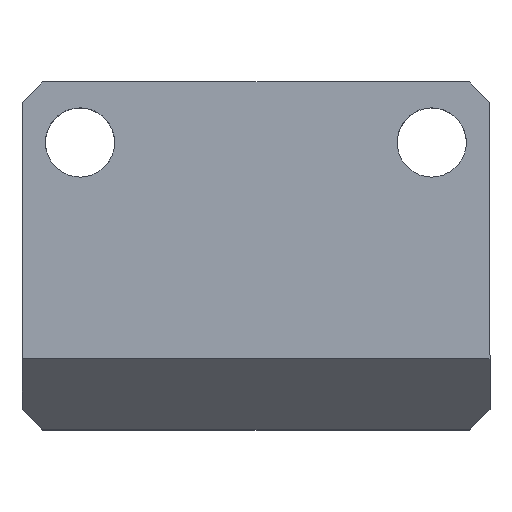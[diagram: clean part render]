
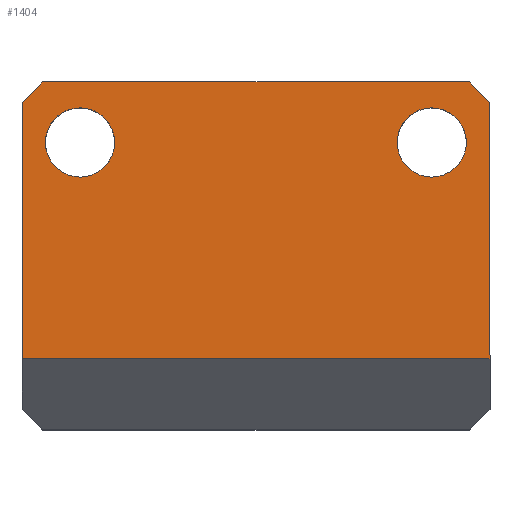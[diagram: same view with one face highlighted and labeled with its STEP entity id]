
A CAD part, top view. The second image highlights one B-rep face of the part: STEP entity #1404.
In plain terms, the highlighted planar face has unit normal (0, 0, 1).
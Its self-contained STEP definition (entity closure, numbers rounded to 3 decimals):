
#38=FACE_BOUND('',#198,.T.);
#39=FACE_BOUND('',#199,.T.);
#54=CIRCLE('',#1486,1.5);
#55=CIRCLE('',#1488,1.5);
#110=FACE_OUTER_BOUND('',#197,.T.);
#197=EDGE_LOOP('',(#1160,#1161,#1162,#1163,#1164,#1165));
#198=EDGE_LOOP('',(#1166));
#199=EDGE_LOOP('',(#1167));
#358=LINE('',#2165,#531);
#359=LINE('',#2168,#532);
#361=LINE('',#2172,#534);
#364=LINE('',#2177,#537);
#365=LINE('',#2180,#538);
#375=LINE('',#2205,#548);
#531=VECTOR('',#1747,10.);
#532=VECTOR('',#1750,10.);
#534=VECTOR('',#1754,10.);
#537=VECTOR('',#1759,10.);
#538=VECTOR('',#1762,10.);
#548=VECTOR('',#1790,10.);
#672=VERTEX_POINT('',#2157);
#675=VERTEX_POINT('',#2163);
#676=VERTEX_POINT('',#2167);
#677=VERTEX_POINT('',#2171);
#678=VERTEX_POINT('',#2175);
#679=VERTEX_POINT('',#2179);
#681=VERTEX_POINT('',#2185);
#682=VERTEX_POINT('',#2188);
#836=EDGE_CURVE('',#672,#675,#358,.T.);
#837=EDGE_CURVE('',#672,#676,#359,.T.);
#839=EDGE_CURVE('',#677,#676,#361,.T.);
#842=EDGE_CURVE('',#677,#678,#364,.T.);
#843=EDGE_CURVE('',#679,#678,#365,.T.);
#846=EDGE_CURVE('',#681,#681,#54,.T.);
#847=EDGE_CURVE('',#682,#682,#55,.T.);
#855=EDGE_CURVE('',#675,#679,#375,.T.);
#1160=ORIENTED_EDGE('',*,*,#836,.T.);
#1161=ORIENTED_EDGE('',*,*,#855,.T.);
#1162=ORIENTED_EDGE('',*,*,#843,.T.);
#1163=ORIENTED_EDGE('',*,*,#842,.F.);
#1164=ORIENTED_EDGE('',*,*,#839,.T.);
#1165=ORIENTED_EDGE('',*,*,#837,.F.);
#1166=ORIENTED_EDGE('',*,*,#846,.T.);
#1167=ORIENTED_EDGE('',*,*,#847,.T.);
#1332=PLANE('',#1494);
#1404=ADVANCED_FACE('',(#110,#38,#39),#1332,.T.);
#1486=AXIS2_PLACEMENT_3D('',#2186,#1767,#1768);
#1488=AXIS2_PLACEMENT_3D('',#2189,#1771,#1772);
#1494=AXIS2_PLACEMENT_3D('',#2206,#1791,#1792);
#1747=DIRECTION('',(0.,-1.,0.));
#1750=DIRECTION('',(0.707,0.707,0.));
#1754=DIRECTION('',(-1.,0.,0.));
#1759=DIRECTION('',(0.707,-0.707,0.));
#1762=DIRECTION('',(0.,1.,0.));
#1767=DIRECTION('center_axis',(0.,0.,
-1.));
#1768=DIRECTION('ref_axis',(-1.,0.,0.));
#1771=DIRECTION('center_axis',(0.,0.,
-1.));
#1772=DIRECTION('ref_axis',(-1.,0.,0.));
#1790=DIRECTION('',(1.,0.,0.));
#1791=DIRECTION('center_axis',(0.,0.,
1.));
#1792=DIRECTION('ref_axis',(-1.,0.,0.));
#2157=CARTESIAN_POINT('',(-10.136,32.85,29.53));
#2163=CARTESIAN_POINT('',(-10.136,21.75,29.53));
#2165=CARTESIAN_POINT('',(-10.136,28.485,29.53));
#2167=CARTESIAN_POINT('',(-9.236,33.75,29.53));
#2168=CARTESIAN_POINT('',(-7.738,35.248,29.53));
#2171=CARTESIAN_POINT('',(9.254,33.75,29.53));
#2172=CARTESIAN_POINT('',(10.254,33.75,29.53));
#2175=CARTESIAN_POINT('',(10.154,32.85,29.53));
#2177=CARTESIAN_POINT('',(11.753,31.251,29.53));
#2179=CARTESIAN_POINT('',(10.154,21.75,29.53));
#2180=CARTESIAN_POINT('',(10.154,20.575,29.53));
#2185=CARTESIAN_POINT('',(9.129,31.125,29.53));
#2186=CARTESIAN_POINT('Origin',(7.629,31.125,29.53));
#2188=CARTESIAN_POINT('',(-6.121,31.125,29.53));
#2189=CARTESIAN_POINT('Origin',(-7.621,31.125,29.53));
#2205=CARTESIAN_POINT('',(-1.121,21.75,29.53));
#2206=CARTESIAN_POINT('Origin',(8.003,23.504,29.53));
